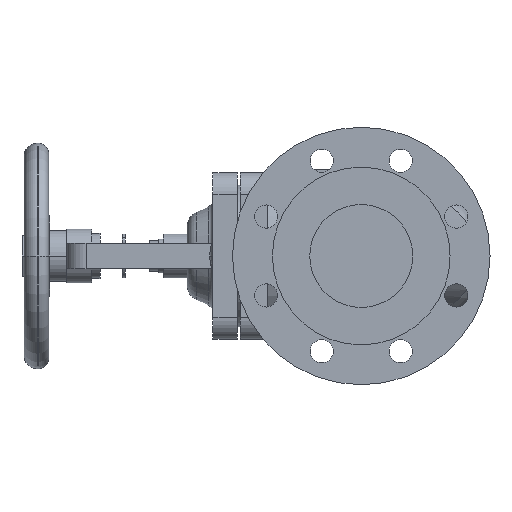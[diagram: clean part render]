
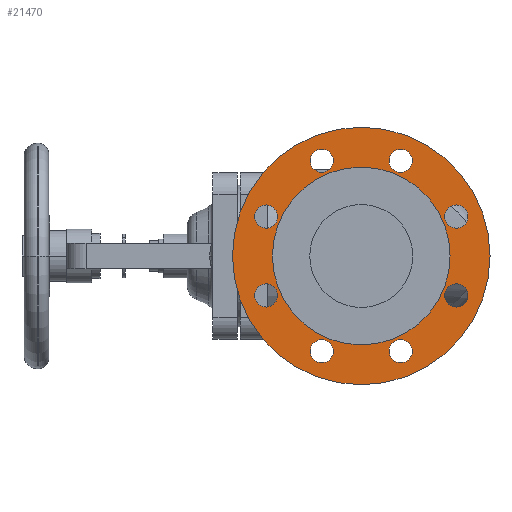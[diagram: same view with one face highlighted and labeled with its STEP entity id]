
A CAD part, left-side view. The second image highlights one B-rep face of the part: STEP entity #21470.
In plain terms, the highlighted planar face has unit normal (-1, 0, 0).
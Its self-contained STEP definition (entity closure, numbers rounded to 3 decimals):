
#10670=CARTESIAN_POINT('',(-150.8,0.,-100.));
#10680=VERTEX_POINT('',#10670);
#10840=CARTESIAN_POINT('',(-150.8,0.,100.));
#10850=VERTEX_POINT('',#10840);
#10880=CARTESIAN_POINT('',(-150.8,0.,0.));
#10890=DIRECTION('',(1.,0.,0.));
#10900=DIRECTION('',(0.,0.,-1.));
#10910=AXIS2_PLACEMENT_3D('',#10880,#10890,#10900);
#10920=CIRCLE('',#10910,100.);
#10930=EDGE_CURVE('',#10680,#10850,#10920,.T.);
#11160=CARTESIAN_POINT('',(-150.8,30.615,-82.91));
#11170=VERTEX_POINT('',#11160);
#11200=CARTESIAN_POINT('',(-150.8,30.615,-73.91));
#11210=DIRECTION('',(-1.,0.,0.));
#11220=DIRECTION('',(0.,0.,-1.));
#11230=AXIS2_PLACEMENT_3D('',#11200,#11210,#11220);
#11240=CIRCLE('',#11230,9.);
#11250=CARTESIAN_POINT('',(-150.8,30.615,-64.91));
#11260=VERTEX_POINT('',#11250);
#11270=EDGE_CURVE('',#11260,#11170,#11240,.T.);
#11650=CARTESIAN_POINT('',(-150.8,-30.615,-82.91));
#11660=VERTEX_POINT('',#11650);
#11690=CARTESIAN_POINT('',(-150.8,-30.615,-73.91));
#11700=DIRECTION('',(-1.,0.,0.));
#11710=DIRECTION('',(0.,0.,-1.));
#11720=AXIS2_PLACEMENT_3D('',#11690,#11700,#11710);
#11730=CIRCLE('',#11720,9.);
#11740=CARTESIAN_POINT('',(-150.8,-30.615,-64.91));
#11750=VERTEX_POINT('',#11740);
#11760=EDGE_CURVE('',#11750,#11660,#11730,.T.);
#12140=CARTESIAN_POINT('',(-150.8,73.91,-39.615));
#12150=VERTEX_POINT('',#12140);
#12180=CARTESIAN_POINT('',(-150.8,73.91,-30.615));
#12190=DIRECTION('',(-1.,0.,0.));
#12200=DIRECTION('',(0.,0.,-1.));
#12210=AXIS2_PLACEMENT_3D('',#12180,#12190,#12200);
#12220=CIRCLE('',#12210,9.);
#12230=CARTESIAN_POINT('',(-150.8,73.91,-21.615));
#12240=VERTEX_POINT('',#12230);
#12250=EDGE_CURVE('',#12240,#12150,#12220,.T.);
#12630=CARTESIAN_POINT('',(-150.8,-73.91,-21.615));
#12640=VERTEX_POINT('',#12630);
#12800=CARTESIAN_POINT('',(-150.8,-73.91,-39.615));
#12810=VERTEX_POINT('',#12800);
#12840=CARTESIAN_POINT('',(-150.8,-73.91,-30.615));
#12850=DIRECTION('',(-1.,0.,0.));
#12860=DIRECTION('',(0.,0.,-1.));
#12870=AXIS2_PLACEMENT_3D('',#12840,#12850,#12860);
#12880=CIRCLE('',#12870,9.);
#12890=EDGE_CURVE('',#12640,#12810,#12880,.T.);
#13120=CARTESIAN_POINT('',(-150.8,73.91,39.615));
#13130=VERTEX_POINT('',#13120);
#13290=CARTESIAN_POINT('',(-150.8,73.91,21.615));
#13300=VERTEX_POINT('',#13290);
#13330=CARTESIAN_POINT('',(-150.8,73.91,30.615));
#13340=DIRECTION('',(-1.,0.,0.));
#13350=DIRECTION('',(0.,0.,-1.));
#13360=AXIS2_PLACEMENT_3D('',#13330,#13340,#13350);
#13370=CIRCLE('',#13360,9.);
#13380=EDGE_CURVE('',#13130,#13300,#13370,.T.);
#13610=CARTESIAN_POINT('',(-150.8,-73.91,21.615));
#13620=VERTEX_POINT('',#13610);
#13650=CARTESIAN_POINT('',(-150.8,-73.91,30.615));
#13660=DIRECTION('',(-1.,0.,0.));
#13670=DIRECTION('',(0.,0.,-1.));
#13680=AXIS2_PLACEMENT_3D('',#13650,#13660,#13670);
#13690=CIRCLE('',#13680,9.);
#13700=CARTESIAN_POINT('',(-150.8,-73.91,39.615));
#13710=VERTEX_POINT('',#13700);
#13720=EDGE_CURVE('',#13710,#13620,#13690,.T.);
#14100=CARTESIAN_POINT('',(-150.8,30.615,82.91));
#14110=VERTEX_POINT('',#14100);
#14270=CARTESIAN_POINT('',(-150.8,30.615,64.91));
#14280=VERTEX_POINT('',#14270);
#14310=CARTESIAN_POINT('',(-150.8,30.615,73.91));
#14320=DIRECTION('',(-1.,0.,0.));
#14330=DIRECTION('',(0.,0.,-1.));
#14340=AXIS2_PLACEMENT_3D('',#14310,#14320,#14330);
#14350=CIRCLE('',#14340,9.);
#14360=EDGE_CURVE('',#14110,#14280,#14350,.T.);
#14590=CARTESIAN_POINT('',(-150.8,-30.615,64.91));
#14600=VERTEX_POINT('',#14590);
#14760=CARTESIAN_POINT('',(-150.8,-30.615,82.91));
#14770=VERTEX_POINT('',#14760);
#14800=CARTESIAN_POINT('',(-150.8,-30.615,73.91));
#14810=DIRECTION('',(-1.,0.,0.));
#14820=DIRECTION('',(0.,0.,-1.));
#14830=AXIS2_PLACEMENT_3D('',#14800,#14810,#14820);
#14840=CIRCLE('',#14830,9.);
#14850=EDGE_CURVE('',#14600,#14770,#14840,.T.);
#15080=CARTESIAN_POINT('',(-150.8,-69.,0.));
#15090=VERTEX_POINT('',#15080);
#15120=CARTESIAN_POINT('',(-150.8,0.,0.));
#15130=DIRECTION('',(-1.,0.,0.));
#15140=DIRECTION('',(0.,1.,0.));
#15150=AXIS2_PLACEMENT_3D('',#15120,#15130,#15140);
#15160=CIRCLE('',#15150,69.);
#15170=CARTESIAN_POINT('',(-150.8,69.,0.));
#15180=VERTEX_POINT('',#15170);
#15190=EDGE_CURVE('',#15180,#15090,#15160,.T.);
#20920=CARTESIAN_POINT('',(-150.8,84.5,0.));
#20930=DIRECTION('',(1.,0.,0.));
#20940=DIRECTION('',(0.,-1.,0.));
#20950=AXIS2_PLACEMENT_3D('',#20920,#20930,#20940);
#20960=PLANE('',#20950);
#20970=ORIENTED_EDGE('',*,*,#15190,.F.);
#20980=EDGE_CURVE('',#15090,#15180,#15160,.T.);
#20990=ORIENTED_EDGE('',*,*,#20980,.F.);
#21000=EDGE_LOOP('',(#20990,#20970));
#21010=FACE_BOUND('',#21000,.T.);
#21020=EDGE_CURVE('',#10850,#10680,#10920,.T.);
#21030=ORIENTED_EDGE('',*,*,#21020,.F.);
#21040=ORIENTED_EDGE('',*,*,#10930,.F.);
#21050=EDGE_LOOP('',(#21040,#21030));
#21060=FACE_OUTER_BOUND('',#21050,.T.);
#21070=ORIENTED_EDGE('',*,*,#11270,.F.);
#21080=EDGE_CURVE('',#11170,#11260,#11240,.T.);
#21090=ORIENTED_EDGE('',*,*,#21080,.F.);
#21100=EDGE_LOOP('',(#21090,#21070));
#21110=FACE_BOUND('',#21100,.T.);
#21120=ORIENTED_EDGE('',*,*,#11760,.F.);
#21130=EDGE_CURVE('',#11660,#11750,#11730,.T.);
#21140=ORIENTED_EDGE('',*,*,#21130,.F.);
#21150=EDGE_LOOP('',(#21140,#21120));
#21160=FACE_BOUND('',#21150,.T.);
#21170=ORIENTED_EDGE('',*,*,#12250,.F.);
#21180=EDGE_CURVE('',#12150,#12240,#12220,.T.);
#21190=ORIENTED_EDGE('',*,*,#21180,.F.);
#21200=EDGE_LOOP('',(#21190,#21170));
#21210=FACE_BOUND('',#21200,.T.);
#21220=EDGE_CURVE('',#12810,#12640,#12880,.T.);
#21230=ORIENTED_EDGE('',*,*,#21220,.F.);
#21240=ORIENTED_EDGE('',*,*,#12890,.F.);
#21250=EDGE_LOOP('',(#21240,#21230));
#21260=FACE_BOUND('',#21250,.T.);
#21270=EDGE_CURVE('',#13300,#13130,#13370,.T.);
#21280=ORIENTED_EDGE('',*,*,#21270,.F.);
#21290=ORIENTED_EDGE('',*,*,#13380,.F.);
#21300=EDGE_LOOP('',(#21290,#21280));
#21310=FACE_BOUND('',#21300,.T.);
#21320=ORIENTED_EDGE('',*,*,#13720,.F.);
#21330=EDGE_CURVE('',#13620,#13710,#13690,.T.);
#21340=ORIENTED_EDGE('',*,*,#21330,.F.);
#21350=EDGE_LOOP('',(#21340,#21320));
#21360=FACE_BOUND('',#21350,.T.);
#21370=EDGE_CURVE('',#14280,#14110,#14350,.T.);
#21380=ORIENTED_EDGE('',*,*,#21370,.F.);
#21390=ORIENTED_EDGE('',*,*,#14360,.F.);
#21400=EDGE_LOOP('',(#21390,#21380));
#21410=FACE_BOUND('',#21400,.T.);
#21420=EDGE_CURVE('',#14770,#14600,#14840,.T.);
#21430=ORIENTED_EDGE('',*,*,#21420,.F.);
#21440=ORIENTED_EDGE('',*,*,#14850,.F.);
#21450=EDGE_LOOP('',(#21440,#21430));
#21460=FACE_BOUND('',#21450,.T.);
#21470=ADVANCED_FACE('',(#21010,#21060,#21110,#21160,#21210,#21260,
#21310,#21360,#21410,#21460),#20960,.F.);
